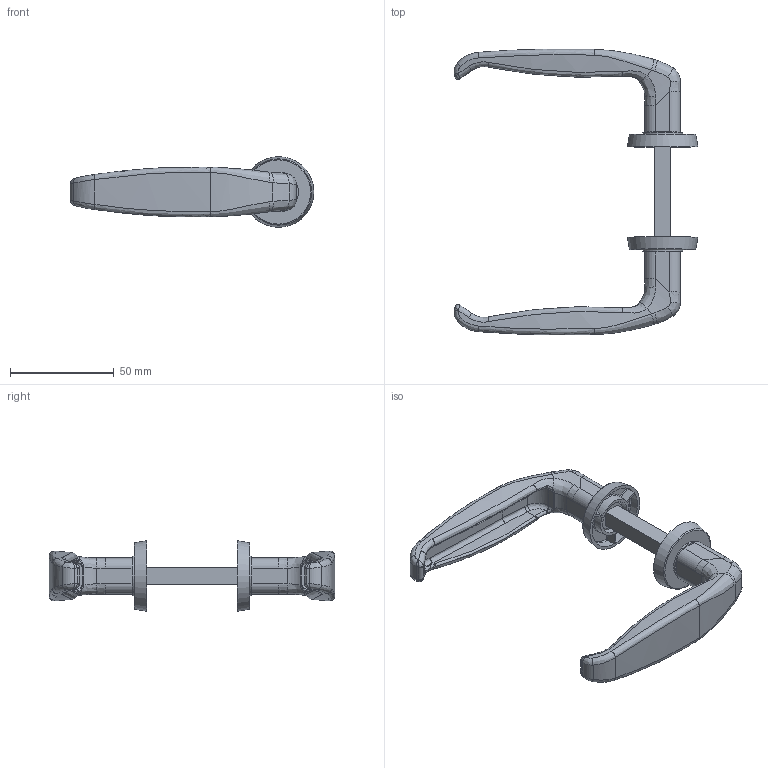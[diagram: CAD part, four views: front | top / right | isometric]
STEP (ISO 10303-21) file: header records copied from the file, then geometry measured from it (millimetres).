
FILE_DESCRIPTION(/* description */ ('210-50-60 NERO RAL 9005 - MANIGLIA'),/* implementation_level */ '2;1');
FILE_NAME(/* name */ '10901015 503.stp',/* time_stamp */ '2023-03-06T08:11:54+01:00',/* author */ ('gcocco'),/* organization */ (''),/* preprocessor_version */ 'ST-DEVELOPER v17.2',/* originating_system */ 'Autodesk Inventor 2019',/* authorisation */ '');
FILE_SCHEMA (('AUTOMOTIVE_DESIGN { 1 0 10303 214 3 1 1 }'));
Length unit declared in the file: millimetre
Products named in the file (6): 10901015  503; 28116001; 28116002  503; 22500103  001; 71107030  003; 23307401  503
Assembly tree (6 placements, depth 2):
  10901015  503
    28116001
    28116002  503
    22500103  001
    71107030  003
    23307401  503  x2
Bounding box: 117.48 x 137.8 x 34 mm (x, y, z)
Volume: 51756.9 mm3; surface area: 31768.2 mm2
Topology: 6 solids, 6 shells, 391 faces, 932 edges, 561 vertices
Faces by surface type: bspline 160, cylinder 112, plane 70, torus 22, cone 22, sphere 5
Full cylindrical faces by diameter (mm): 4.134 x1, 5 x1, 5.5 x1, 9.2 x1, 10 x1, 16 x2, 16.5 x2, 19.2 x2
Entity records: 16120 total; most frequent: CARTESIAN_POINT 8715, ORIENTED_EDGE 1688, DIRECTION 1170, EDGE_CURVE 844, VERTEX_POINT 508, AXIS2_PLACEMENT_3D 494, EDGE_LOOP 370, B_SPLINE_CURVE_WITH_KNOTS 360
